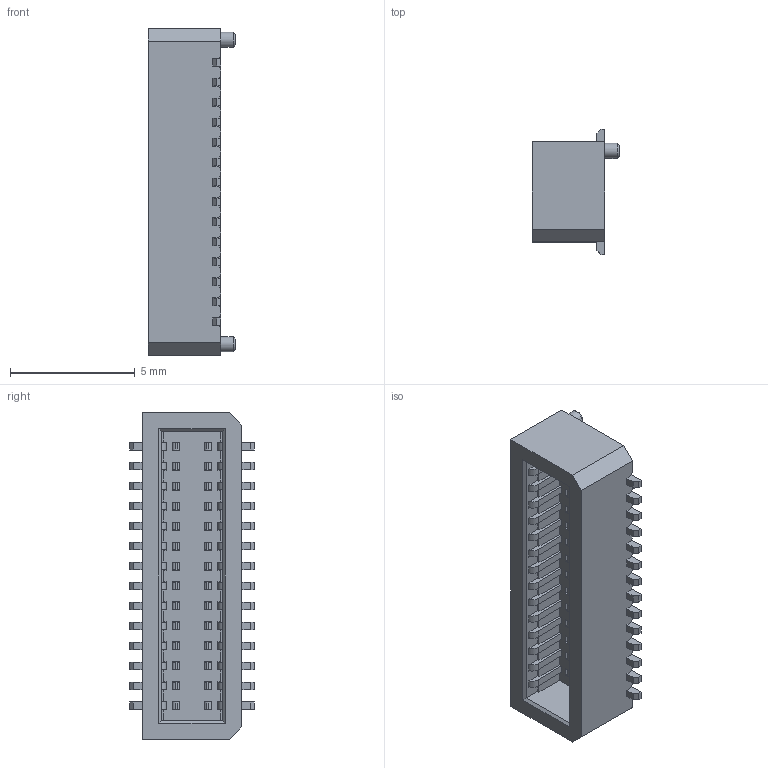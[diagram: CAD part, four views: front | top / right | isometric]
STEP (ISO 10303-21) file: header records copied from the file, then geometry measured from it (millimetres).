
FILE_DESCRIPTION(/* description */ (''),/* implementation_level */ '2;1');
FILE_NAME(/* name */ '5081-08-028-xx.stp',/* time_stamp */ '2017-07-18T10:37:44+02:00',/* author */ ('andreas.larin'),/* organization */ (''),/* preprocessor_version */ 'ST-DEVELOPER v15.6',/* originating_system */ 'Autodesk Inventor 2015',/* authorisation */ '');
FILE_SCHEMA (('AUTOMOTIVE_DESIGN { 1 0 10303 214 3 1 1 }'));
Length unit declared in the file: centimetre
Products named in the file (1): 5081-08-028-xx
Bounding box: 3.5 x 5 x 13.1 mm (x, y, z)
Volume: 98.7 mm3; surface area: 501 mm2
Topology: 1 solids, 1 shells, 1539 faces, 5072 edges, 3342 vertices
Faces by surface type: plane 947, cylinder 590, cone 2
Full cylindrical faces by diameter (mm): 0.6 x2
Entity records: 55924 total; most frequent: ORIENTED_EDGE 10136, CARTESIAN_POINT 9950, DIRECTION 9386, EDGE_CURVE 5068, LINE 3830, VECTOR 3830, VERTEX_POINT 3342, AXIS2_PLACEMENT_3D 2778
